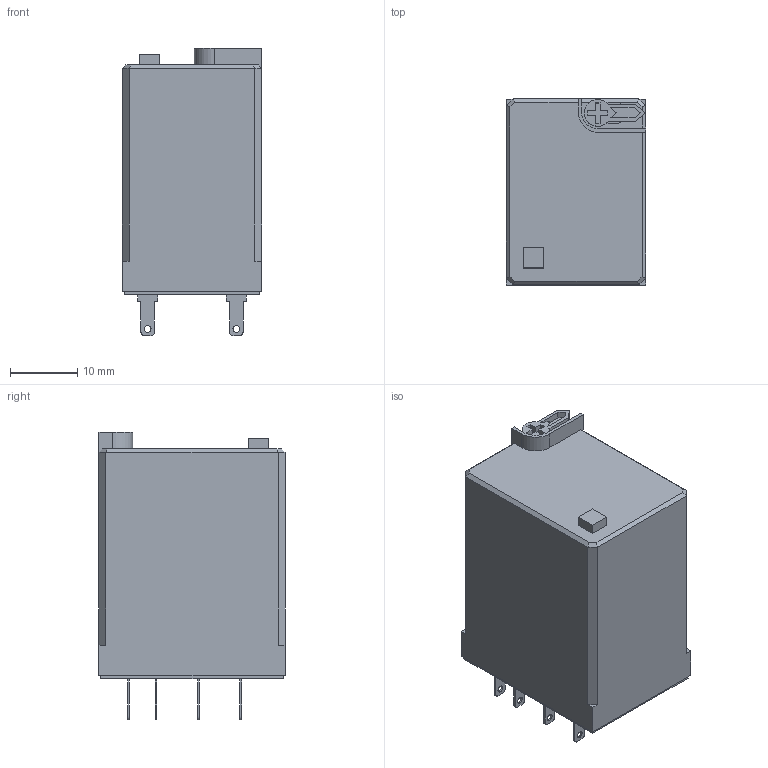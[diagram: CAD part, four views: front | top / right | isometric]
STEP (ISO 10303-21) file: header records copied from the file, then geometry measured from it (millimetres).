
FILE_DESCRIPTION((''),'2;1');
FILE_NAME('REL_FINDER_55.32.stp','2009-02-10T16:33:49',(''),(''),'Mechanical Desktop 2009','Mechanical Desktop 2009',', , ');
FILE_SCHEMA(('AUTOMOTIVE_DESIGN { 1 2 10303 214 1 1 1 1 }'));
Length unit declared in the file: millimetre
Products named in the file (1): Product
Bounding box: 20.7 x 27.7 x 42.8 mm (x, y, z)
Volume: 19624.3 mm3; surface area: 4820.4 mm2
Topology: 11 solids, 11 shells, 188 faces, 481 edges, 318 vertices
Faces by surface type: plane 145, cylinder 35, bspline 8
Entity records: 5715 total; most frequent: CARTESIAN_POINT 1012, ORIENTED_EDGE 962, DIRECTION 915, EDGE_CURVE 481, VECTOR 409, LINE 409, VERTEX_POINT 318, AXIS2_PLACEMENT_3D 253
